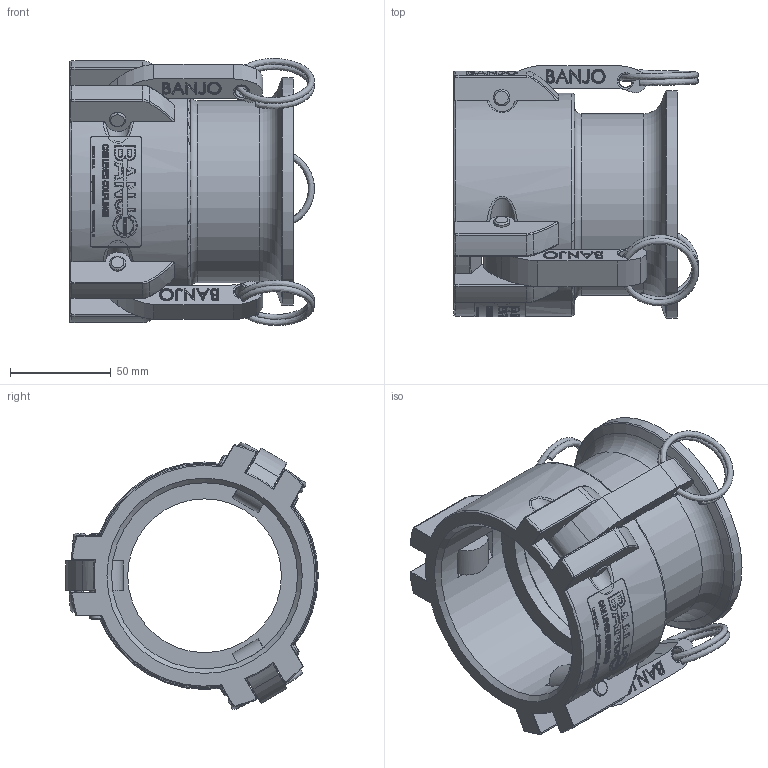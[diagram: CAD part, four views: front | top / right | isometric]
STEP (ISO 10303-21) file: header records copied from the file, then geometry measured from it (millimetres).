
FILE_DESCRIPTION(/* description */ ('3" FEMALE COUPLER X 3" MANIFOLD, MACHINED'),/* implementation_level */ '2;1');
FILE_NAME(/* name */ 'M303D.stp',/* time_stamp */ '2020-01-10T08:26:37-05:00',/* author */ ('ALR'),/* organization */ (''),/* preprocessor_version */ 'ST-DEVELOPER v17.2',/* originating_system */ 'Autodesk Inventor 2019',/* authorisation */ '');
FILE_SCHEMA (('AUTOMOTIVE_DESIGN { 1 0 10303 214 3 1 1 }'));
Length unit declared in the file: inch
Products named in the file (8): M303D; M303DX; 300G; 300P; 300K; 300XK; 150RING; 150(200)D
Assembly tree (11 placements, depth 3):
  M303D
    M303DX
    300G
    300P  x3
    300K  x3
      300XK
      150RING
    150(200)D
Bounding box: 121.25 x 125.22 x 132.36 mm (x, y, z)
Volume: 390849.7 mm3; surface area: 126286.7 mm2
Topology: 12 solids, 12 shells, 3084 faces, 7605 edges, 4609 vertices
Faces by surface type: bspline 1087, plane 903, cylinder 788, torus 160, sphere 126, cone 20
Full cylindrical faces by diameter (mm): 6.35 x3, 7.899 x3, 7.938 x6, 8.103 x3, 76.2 x2, 90.17 x1, 92.202 x1, 94.463 x1, 94.742 x1, 96.52 x1, 110.49 x1, 112.776 x1
Entity records: 162449 total; most frequent: CARTESIAN_POINT 118137, ORIENTED_EDGE 10076, DIRECTION 6871, EDGE_CURVE 5038, VERTEX_POINT 3231, AXIS2_PLACEMENT_3D 2457, EDGE_LOOP 2155, FACE_OUTER_BOUND 1974
